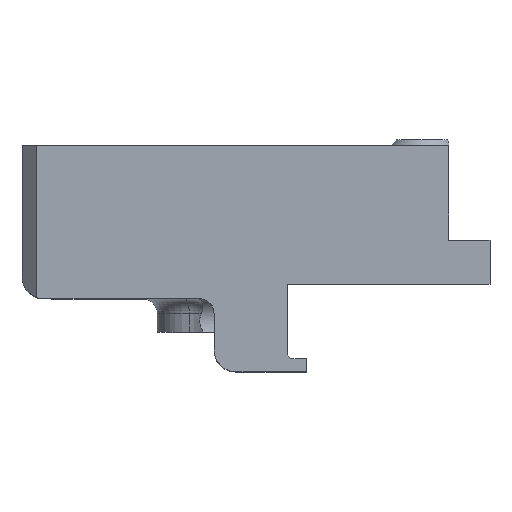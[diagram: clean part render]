
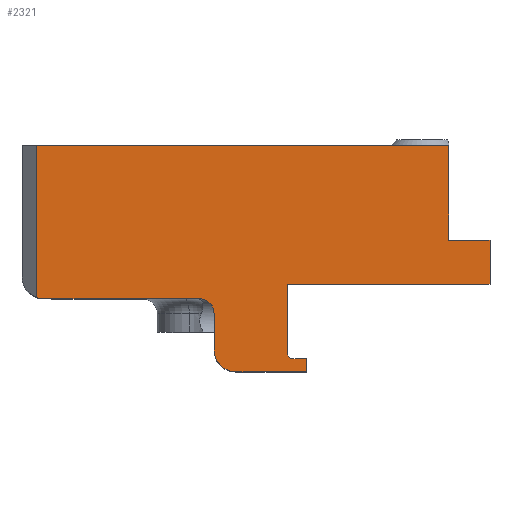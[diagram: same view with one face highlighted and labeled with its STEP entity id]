
A CAD part, top view. The second image highlights one B-rep face of the part: STEP entity #2321.
In plain terms, the highlighted planar face has unit normal (0, 0, 1).
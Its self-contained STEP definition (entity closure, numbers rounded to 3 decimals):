
#116=PLANE('',#2508);
#218=FACE_OUTER_BOUND('',#352,.T.);
#352=EDGE_LOOP('',(#1929,#1930,#1931,#1932,#1933,#1934,#1935,#1936,#1937,
#1938,#1939,#1940,#1941,#1942,#1943,#1944));
#412=CIRCLE('',#2387,3.);
#418=CIRCLE('',#2405,2.);
#431=CIRCLE('',#2434,3.);
#511=LINE('',#3308,#752);
#512=LINE('',#3311,#753);
#551=LINE('',#3529,#792);
#659=LINE('',#3794,#900);
#660=LINE('',#3797,#901);
#661=LINE('',#3799,#902);
#662=LINE('',#3801,#903);
#663=LINE('',#3803,#904);
#664=LINE('',#3805,#905);
#665=LINE('',#3807,#906);
#666=LINE('',#3809,#907);
#667=LINE('',#3811,#908);
#668=LINE('',#3812,#909);
#752=VECTOR('',#2640,10.);
#753=VECTOR('',#2643,10.);
#792=VECTOR('',#2764,10.);
#900=VECTOR('',#3014,10.);
#901=VECTOR('',#3017,10.);
#902=VECTOR('',#3018,10.);
#903=VECTOR('',#3019,10.);
#904=VECTOR('',#3020,10.);
#905=VECTOR('',#3021,10.);
#906=VECTOR('',#3022,10.);
#907=VECTOR('',#3023,10.);
#908=VECTOR('',#3024,10.);
#909=VECTOR('',#3025,10.);
#977=VERTEX_POINT('',#3244);
#986=VERTEX_POINT('',#3261);
#1004=VERTEX_POINT('',#3306);
#1005=VERTEX_POINT('',#3310);
#1019=VERTEX_POINT('',#3351);
#1046=VERTEX_POINT('',#3522);
#1047=VERTEX_POINT('',#3524);
#1133=VERTEX_POINT('',#3792);
#1134=VERTEX_POINT('',#3796);
#1135=VERTEX_POINT('',#3798);
#1136=VERTEX_POINT('',#3800);
#1137=VERTEX_POINT('',#3802);
#1138=VERTEX_POINT('',#3804);
#1139=VERTEX_POINT('',#3806);
#1140=VERTEX_POINT('',#3808);
#1141=VERTEX_POINT('',#3810);
#1207=EDGE_CURVE('',#986,#977,#412,.T.);
#1230=EDGE_CURVE('',#986,#1004,#511,.T.);
#1231=EDGE_CURVE('',#977,#1005,#512,.T.);
#1252=EDGE_CURVE('',#1019,#1004,#418,.T.);
#1294=EDGE_CURVE('',#1046,#1047,#431,.T.);
#1297=EDGE_CURVE('',#1047,#1019,#551,.T.);
#1427=EDGE_CURVE('',#1133,#1046,#659,.T.);
#1428=EDGE_CURVE('',#1134,#1133,#660,.T.);
#1429=EDGE_CURVE('',#1135,#1134,#661,.T.);
#1430=EDGE_CURVE('',#1136,#1135,#662,.T.);
#1431=EDGE_CURVE('',#1137,#1136,#663,.T.);
#1432=EDGE_CURVE('',#1138,#1137,#664,.T.);
#1433=EDGE_CURVE('',#1138,#1139,#665,.F.);
#1434=EDGE_CURVE('',#1139,#1140,#666,.T.);
#1435=EDGE_CURVE('',#1140,#1141,#667,.T.);
#1436=EDGE_CURVE('',#1005,#1141,#668,.F.);
#1929=ORIENTED_EDGE('',*,*,#1207,.F.);
#1930=ORIENTED_EDGE('',*,*,#1230,.T.);
#1931=ORIENTED_EDGE('',*,*,#1252,.F.);
#1932=ORIENTED_EDGE('',*,*,#1297,.F.);
#1933=ORIENTED_EDGE('',*,*,#1294,.F.);
#1934=ORIENTED_EDGE('',*,*,#1427,.F.);
#1935=ORIENTED_EDGE('',*,*,#1428,.F.);
#1936=ORIENTED_EDGE('',*,*,#1429,.F.);
#1937=ORIENTED_EDGE('',*,*,#1430,.F.);
#1938=ORIENTED_EDGE('',*,*,#1431,.F.);
#1939=ORIENTED_EDGE('',*,*,#1432,.F.);
#1940=ORIENTED_EDGE('',*,*,#1433,.T.);
#1941=ORIENTED_EDGE('',*,*,#1434,.T.);
#1942=ORIENTED_EDGE('',*,*,#1435,.T.);
#1943=ORIENTED_EDGE('',*,*,#1436,.F.);
#1944=ORIENTED_EDGE('',*,*,#1231,.F.);
#2321=ADVANCED_FACE('',(#218),#116,.T.);
#2387=AXIS2_PLACEMENT_3D('',#3263,#2605,#2606);
#2405=AXIS2_PLACEMENT_3D('',#3353,#2680,#2681);
#2434=AXIS2_PLACEMENT_3D('',#3525,#2757,#2758);
#2508=AXIS2_PLACEMENT_3D('',#3795,#3015,#3016);
#2605=DIRECTION('center_axis',(0.,0.,-1.));
#2606=DIRECTION('ref_axis',(-0.707,-0.707,0.));
#2640=DIRECTION('',(1.,0.,0.));
#2643=DIRECTION('',(0.,1.,0.));
#2680=DIRECTION('center_axis',(0.,0.,1.));
#2681=DIRECTION('ref_axis',(0.707,0.707,0.));
#2757=DIRECTION('center_axis',(0.,0.,-1.));
#2758=DIRECTION('ref_axis',(-0.707,-0.707,0.));
#2764=DIRECTION('',(0.,1.,0.));
#3014=DIRECTION('',(-1.,0.,0.));
#3015=DIRECTION('center_axis',(0.,0.,1.));
#3016=DIRECTION('ref_axis',(1.,0.,0.));
#3017=DIRECTION('',(0.,-1.,0.));
#3018=DIRECTION('',(1.,0.,0.));
#3019=DIRECTION('',(0.707,-0.707,0.));
#3020=DIRECTION('',(0.,-1.,0.));
#3021=DIRECTION('',(-1.,0.,0.));
#3022=DIRECTION('',(0.,-1.,0.));
#3023=DIRECTION('',(-1.,0.,0.));
#3024=DIRECTION('',(0.,1.,0.));
#3025=DIRECTION('',(-1.,0.,0.));
#3244=CARTESIAN_POINT('',(-33.,41.172,176.2));
#3261=CARTESIAN_POINT('',(-32.,41.,176.2));
#3263=CARTESIAN_POINT('Origin',(-32.,44.,176.2));
#3306=CARTESIAN_POINT('',(-10.7,41.,176.2));
#3308=CARTESIAN_POINT('',(-6.85,41.,176.2));
#3310=CARTESIAN_POINT('',(-33.,62.,176.2));
#3311=CARTESIAN_POINT('',(-33.,43.,176.2));
#3351=CARTESIAN_POINT('',(-8.7,39.,176.2));
#3353=CARTESIAN_POINT('Origin',(-10.7,39.,176.2));
#3522=CARTESIAN_POINT('',(-5.7,31.,176.2));
#3524=CARTESIAN_POINT('',(-8.7,34.,176.2));
#3525=CARTESIAN_POINT('Origin',(-5.7,34.,176.2));
#3529=CARTESIAN_POINT('',(-8.7,43.,176.2));
#3792=CARTESIAN_POINT('',(4.,31.,176.2));
#3794=CARTESIAN_POINT('',(-5.525,31.,176.2));
#3795=CARTESIAN_POINT('Origin',(-18.5,43.,176.2));
#3796=CARTESIAN_POINT('',(4.,32.8,176.2));
#3797=CARTESIAN_POINT('',(4.,34.,176.2));
#3798=CARTESIAN_POINT('',(1.817,32.8,176.2));
#3799=CARTESIAN_POINT('',(0.825,32.8,176.2));
#3800=CARTESIAN_POINT('',(1.3,33.317,176.2));
#3801=CARTESIAN_POINT('',(-0.275,34.892,176.2));
#3802=CARTESIAN_POINT('',(1.3,43.,176.2));
#3803=CARTESIAN_POINT('',(1.3,35.159,176.2));
#3804=CARTESIAN_POINT('',(29.1,43.,176.2));
#3805=CARTESIAN_POINT('',(1.9,43.,176.2));
#3806=CARTESIAN_POINT('',(29.1,49.,176.2));
#3807=CARTESIAN_POINT('',(29.1,43.,176.2));
#3808=CARTESIAN_POINT('',(23.445,49.,176.2));
#3809=CARTESIAN_POINT('',(-6.85,49.,176.2));
#3810=CARTESIAN_POINT('',(23.445,62.,176.2));
#3811=CARTESIAN_POINT('',(23.445,49.,176.2));
#3812=CARTESIAN_POINT('',(7.286,62.,176.2));
